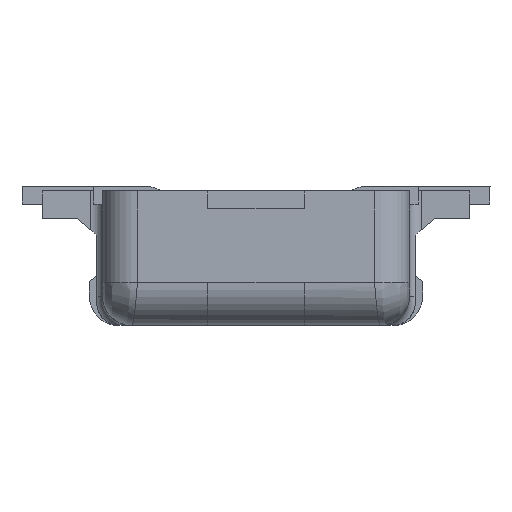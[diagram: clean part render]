
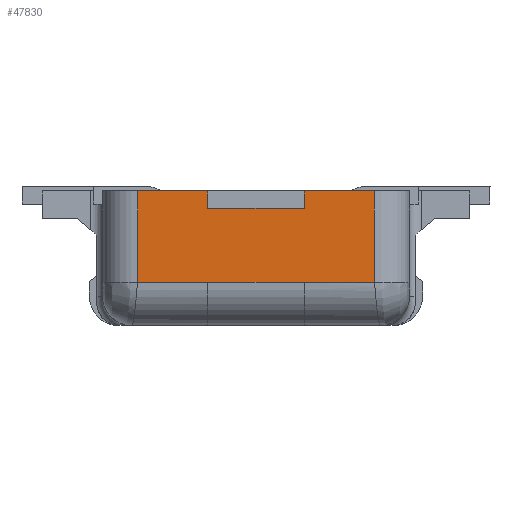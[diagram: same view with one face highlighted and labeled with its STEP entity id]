
A CAD part, front view. The second image highlights one B-rep face of the part: STEP entity #47830.
In plain terms, the highlighted planar face has unit normal (0, -1, 0).
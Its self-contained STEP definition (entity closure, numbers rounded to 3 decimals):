
#8220=CARTESIAN_POINT('',(113.143,28.128,
-49.44));
#8230=VERTEX_POINT('',#8220);
#8260=CARTESIAN_POINT('',(113.383,28.128,
-49.44));
#8270=DIRECTION('',(-1.,0.,
0.));
#8280=VECTOR('',#8270,1.);
#8290=LINE('',#8260,#8280);
#8300=CARTESIAN_POINT('',(113.383,28.128,
-49.44));
#8310=VERTEX_POINT('',#8300);
#8320=EDGE_CURVE('',#8310,#8230,#8290,.T.);
#17910=CARTESIAN_POINT('',(113.383,28.128,
-49.128));
#17920=VERTEX_POINT('',#17910);
#17950=CARTESIAN_POINT('',(0.,28.128,-49.128));
#17960=DIRECTION('',(-1.,0.,
0.));
#17970=VECTOR('',#17960,1.);
#17980=LINE('',#17950,#17970);
#17990=CARTESIAN_POINT('',(113.143,28.128,
-49.128));
#18000=VERTEX_POINT('',#17990);
#18010=EDGE_CURVE('',#17920,#18000,#17980,.T.);
#18230=CARTESIAN_POINT('',(112.813,28.128,
-49.128));
#18240=VERTEX_POINT('',#18230);
#18270=CARTESIAN_POINT('',(112.573,28.128,
-49.128));
#18280=DIRECTION('',(1.,0.,
0.));
#18290=VECTOR('',#18280,1.);
#18300=LINE('',#18270,#18290);
#18310=CARTESIAN_POINT('',(112.573,28.128,
-49.128));
#18320=VERTEX_POINT('',#18310);
#18330=EDGE_CURVE('',#18320,#18240,#18300,.T.);
#34320=CARTESIAN_POINT('',(112.573,28.128,
-49.44));
#34330=VERTEX_POINT('',#34320);
#43230=CARTESIAN_POINT('',(113.143,28.128,0.));
#43240=DIRECTION('',(0.,0.,-1.));
#43250=VECTOR('',#43240,1.);
#43260=LINE('',#43230,#43250);
#43270=CARTESIAN_POINT('',(113.143,28.128,
-49.188));
#43280=VERTEX_POINT('',#43270);
#43290=EDGE_CURVE('',#18000,#43280,#43260,.T.);
#47320=CARTESIAN_POINT('',(112.978,28.128,
-49.128));
#47330=DIRECTION('',(0.,1.,0.));
#47340=DIRECTION('',(0.,0.,1.));
#47350=AXIS2_PLACEMENT_3D('',#47320,#47330,#47340);
#47360=PLANE('',#47350);
#47370=CARTESIAN_POINT('',(113.383,28.128,
-49.128));
#47380=DIRECTION('',(0.,0.,
-1.));
#47390=VECTOR('',#47380,1.);
#47400=LINE('',#47370,#47390);
#47410=EDGE_CURVE('',#17920,#8310,#47400,.T.);
#47420=ORIENTED_EDGE('',*,*,#47410,.F.);
#47430=ORIENTED_EDGE('',*,*,#8320,.F.);
#47440=CARTESIAN_POINT('',(113.143,28.128,
-49.44));
#47450=DIRECTION('',(-1.,0.,0.));
#47460=VECTOR('',#47450,1.);
#47470=LINE('',#47440,#47460);
#47480=CARTESIAN_POINT('',(112.813,28.128,
-49.44));
#47490=VERTEX_POINT('',#47480);
#47500=EDGE_CURVE('',#8230,#47490,#47470,.T.);
#47510=ORIENTED_EDGE('',*,*,#47500,.F.);
#47520=CARTESIAN_POINT('',(112.813,28.128,
-49.44));
#47530=DIRECTION('',(-1.,0.,
0.));
#47540=VECTOR('',#47530,1.);
#47550=LINE('',#47520,#47540);
#47560=EDGE_CURVE('',#47490,#34330,#47550,.T.);
#47570=ORIENTED_EDGE('',*,*,#47560,.F.);
#47580=CARTESIAN_POINT('',(112.573,28.128,
-49.44));
#47590=DIRECTION('',(0.,0.,
1.));
#47600=VECTOR('',#47590,1.);
#47610=LINE('',#47580,#47600);
#47620=EDGE_CURVE('',#34330,#18320,#47610,.T.);
#47630=ORIENTED_EDGE('',*,*,#47620,.F.);
#47640=ORIENTED_EDGE('',*,*,#18330,.F.);
#47650=CARTESIAN_POINT('',(112.813,28.128,0.));
#47660=DIRECTION('',(0.,0.,-1.));
#47670=VECTOR('',#47660,1.);
#47680=LINE('',#47650,#47670);
#47690=CARTESIAN_POINT('',(112.813,28.128,
-49.188));
#47700=VERTEX_POINT('',#47690);
#47710=EDGE_CURVE('',#18240,#47700,#47680,.T.);
#47720=ORIENTED_EDGE('',*,*,#47710,.F.);
#47730=CARTESIAN_POINT('',(0.,28.128,-49.188));
#47740=DIRECTION('',(1.,0.,0.));
#47750=VECTOR('',#47740,1.);
#47760=LINE('',#47730,#47750);
#47770=EDGE_CURVE('',#47700,#43280,#47760,.T.);
#47780=ORIENTED_EDGE('',*,*,#47770,.F.);
#47790=ORIENTED_EDGE('',*,*,#43290,.T.);
#47800=ORIENTED_EDGE('',*,*,#18010,.T.);
#47810=EDGE_LOOP('',(#47800,#47790,#47780,#47720,#47640,#47630,#47570,
#47510,#47430,#47420));
#47820=FACE_OUTER_BOUND('',#47810,.T.);
#47830=ADVANCED_FACE('',(#47820),#47360,.F.);
